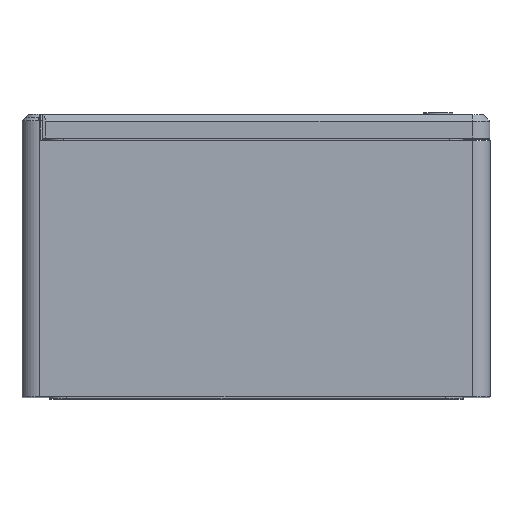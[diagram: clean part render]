
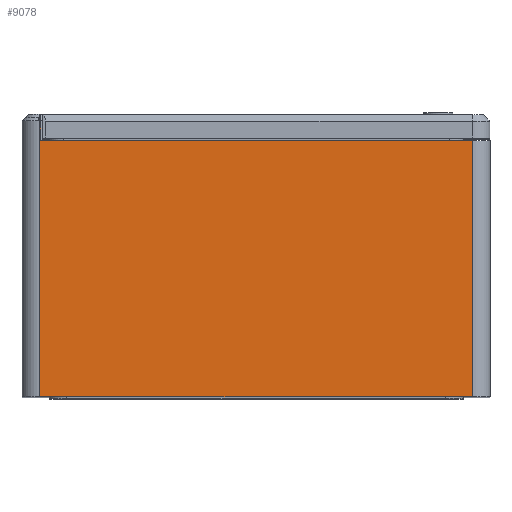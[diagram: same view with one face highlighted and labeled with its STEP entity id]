
A CAD part, top view. The second image highlights one B-rep face of the part: STEP entity #9078.
In plain terms, the highlighted planar face has unit normal (0, 0, 1).
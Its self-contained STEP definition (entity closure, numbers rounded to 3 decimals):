
#88 = LINE ( 'NONE', #52479, #54255 ) ;
#1846 = CARTESIAN_POINT ( 'NONE',  ( 185., 219., 250. ) ) ;
#2285 = CARTESIAN_POINT ( 'NONE',  ( 185., 0., 250. ) ) ;
#2375 = DIRECTION ( 'NONE',  ( -1., 0., 0. ) ) ;
#2426 = DIRECTION ( 'NONE',  ( 1., 0., 0. ) ) ;
#2572 = FACE_OUTER_BOUND ( 'NONE', #37480, .T. ) ;
#2824 = ORIENTED_EDGE ( 'NONE', *, *, #43507, .T. ) ;
#4504 = LINE ( 'NONE', #52557, #44892 ) ;
#4709 = DIRECTION ( 'NONE',  ( 0., -1., 0. ) ) ;
#5075 = VERTEX_POINT ( 'NONE', #41244 ) ;
#6360 = CARTESIAN_POINT ( 'NONE',  ( -184., 219., 250. ) ) ;
#7436 = CARTESIAN_POINT ( 'NONE',  ( -185., 0., 250. ) ) ;
#7885 = LINE ( 'NONE', #49138, #13508 ) ;
#9078 = ADVANCED_FACE ( 'NONE', ( #2572 ), #41972, .F. ) ;
#10179 = DIRECTION ( 'NONE',  ( 0., -1., 0. ) ) ;
#13281 = AXIS2_PLACEMENT_3D ( 'NONE', #20235, #55254, #15604 ) ;
#13508 = VECTOR ( 'NONE', #47530, 1000. ) ;
#13882 = ORIENTED_EDGE ( 'NONE', *, *, #56933, .T. ) ;
#14523 = EDGE_CURVE ( 'NONE', #15635, #46562, #4504, .T. ) ;
#15017 = VERTEX_POINT ( 'NONE', #6360 ) ;
#15604 = DIRECTION ( 'NONE',  ( -1., 0., 0. ) ) ;
#15635 = VERTEX_POINT ( 'NONE', #7436 ) ;
#15679 = CARTESIAN_POINT ( 'NONE',  ( 185., 236., 250. ) ) ;
#16953 = VECTOR ( 'NONE', #10179, 1000. ) ;
#20235 = CARTESIAN_POINT ( 'NONE',  ( 185., 219., 250. ) ) ;
#20357 = CARTESIAN_POINT ( 'NONE',  ( 185., 219., 250. ) ) ;
#22149 = DIRECTION ( 'NONE',  ( 1., 0., 0. ) ) ;
#23220 = LINE ( 'NONE', #15679, #55285 ) ;
#30927 = EDGE_CURVE ( 'NONE', #15017, #31081, #55805, .T. ) ;
#31071 = CARTESIAN_POINT ( 'NONE',  ( -185., 236., 250. ) ) ;
#31081 = VERTEX_POINT ( 'NONE', #20357 ) ;
#36144 = ORIENTED_EDGE ( 'NONE', *, *, #42603, .T. ) ;
#36805 = LINE ( 'NONE', #46035, #16953 ) ;
#37480 = EDGE_LOOP ( 'NONE', ( #49508, #13882, #2824, #36144, #54525, #56154 ) ) ;
#41244 = CARTESIAN_POINT ( 'NONE',  ( -184., 236., 250. ) ) ;
#41530 = VERTEX_POINT ( 'NONE', #31071 ) ;
#41972 = PLANE ( 'NONE',  #13281 ) ;
#42603 = EDGE_CURVE ( 'NONE', #41530, #15635, #88, .T. ) ;
#43507 = EDGE_CURVE ( 'NONE', #5075, #41530, #23220, .T. ) ;
#43716 = VECTOR ( 'NONE', #2426, 1000. ) ;
#44892 = VECTOR ( 'NONE', #22149, 1000. ) ;
#46035 = CARTESIAN_POINT ( 'NONE',  ( 185., 219., 250. ) ) ;
#46562 = VERTEX_POINT ( 'NONE', #2285 ) ;
#47530 = DIRECTION ( 'NONE',  ( 0., 1., 0. ) ) ;
#49138 = CARTESIAN_POINT ( 'NONE',  ( -184., 219., 250. ) ) ;
#49508 = ORIENTED_EDGE ( 'NONE', *, *, #30927, .F. ) ;
#52479 = CARTESIAN_POINT ( 'NONE',  ( -185., 219., 250. ) ) ;
#52557 = CARTESIAN_POINT ( 'NONE',  ( 185., 0., 250. ) ) ;
#53773 = EDGE_CURVE ( 'NONE', #31081, #46562, #36805, .T. ) ;
#54255 = VECTOR ( 'NONE', #4709, 1000. ) ;
#54525 = ORIENTED_EDGE ( 'NONE', *, *, #14523, .T. ) ;
#55254 = DIRECTION ( 'NONE',  ( 0., 0., -1. ) ) ;
#55285 = VECTOR ( 'NONE', #2375, 1000. ) ;
#55805 = LINE ( 'NONE', #1846, #43716 ) ;
#56154 = ORIENTED_EDGE ( 'NONE', *, *, #53773, .F. ) ;
#56933 = EDGE_CURVE ( 'NONE', #15017, #5075, #7885, .T. ) ;
